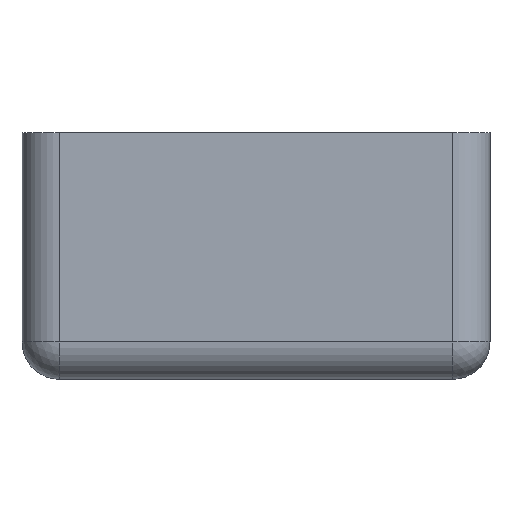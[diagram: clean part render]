
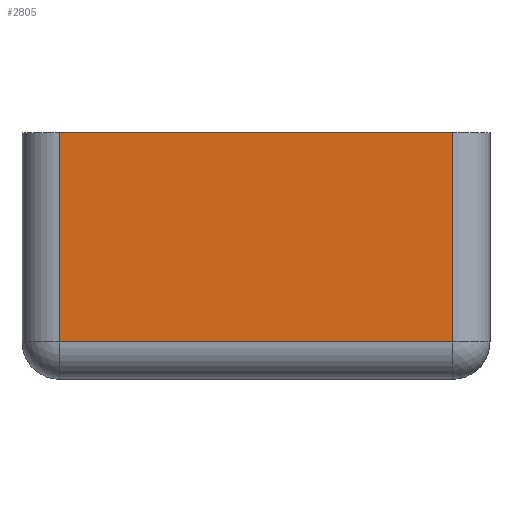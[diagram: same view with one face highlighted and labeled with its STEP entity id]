
A CAD part, left-side view. The second image highlights one B-rep face of the part: STEP entity #2805.
In plain terms, the highlighted planar face has unit normal (-1, 0, 0).
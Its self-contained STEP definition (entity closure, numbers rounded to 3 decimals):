
#2074 = VERTEX_POINT('',#2075);
#2075 = CARTESIAN_POINT('',(-2.5,26.3,14.));
#2082 = EDGE_CURVE('',#2083,#2074,#2085,.T.);
#2083 = VERTEX_POINT('',#2084);
#2084 = CARTESIAN_POINT('',(-2.5,0.,14.));
#2085 = LINE('',#2086,#2087);
#2086 = CARTESIAN_POINT('',(-2.5,0.,14.));
#2087 = VECTOR('',#2088,1.);
#2088 = DIRECTION('',(0.,1.,0.));
#2786 = EDGE_CURVE('',#2787,#2074,#2789,.T.);
#2787 = VERTEX_POINT('',#2788);
#2788 = CARTESIAN_POINT('',(-2.5,26.3,0.));
#2789 = LINE('',#2790,#2791);
#2790 = CARTESIAN_POINT('',(-2.5,26.3,0.));
#2791 = VECTOR('',#2792,1.);
#2792 = DIRECTION('',(0.,0.,1.));
#2805 = ADVANCED_FACE('',(#2806),#2824,.F.);
#2806 = FACE_BOUND('',#2807,.F.);
#2807 = EDGE_LOOP('',(#2808,#2816,#2822,#2823));
#2808 = ORIENTED_EDGE('',*,*,#2809,.F.);
#2809 = EDGE_CURVE('',#2810,#2083,#2812,.T.);
#2810 = VERTEX_POINT('',#2811);
#2811 = CARTESIAN_POINT('',(-2.5,0.,0.));
#2812 = LINE('',#2813,#2814);
#2813 = CARTESIAN_POINT('',(-2.5,0.,0.));
#2814 = VECTOR('',#2815,1.);
#2815 = DIRECTION('',(0.,0.,1.));
#2816 = ORIENTED_EDGE('',*,*,#2817,.T.);
#2817 = EDGE_CURVE('',#2810,#2787,#2818,.T.);
#2818 = LINE('',#2819,#2820);
#2819 = CARTESIAN_POINT('',(-2.5,0.,0.));
#2820 = VECTOR('',#2821,1.);
#2821 = DIRECTION('',(0.,1.,0.));
#2822 = ORIENTED_EDGE('',*,*,#2786,.T.);
#2823 = ORIENTED_EDGE('',*,*,#2082,.F.);
#2824 = PLANE('',#2825);
#2825 = AXIS2_PLACEMENT_3D('',#2826,#2827,#2828);
#2826 = CARTESIAN_POINT('',(-2.5,0.,0.));
#2827 = DIRECTION('',(1.,0.,0.));
#2828 = DIRECTION('',(0.,0.,1.));
